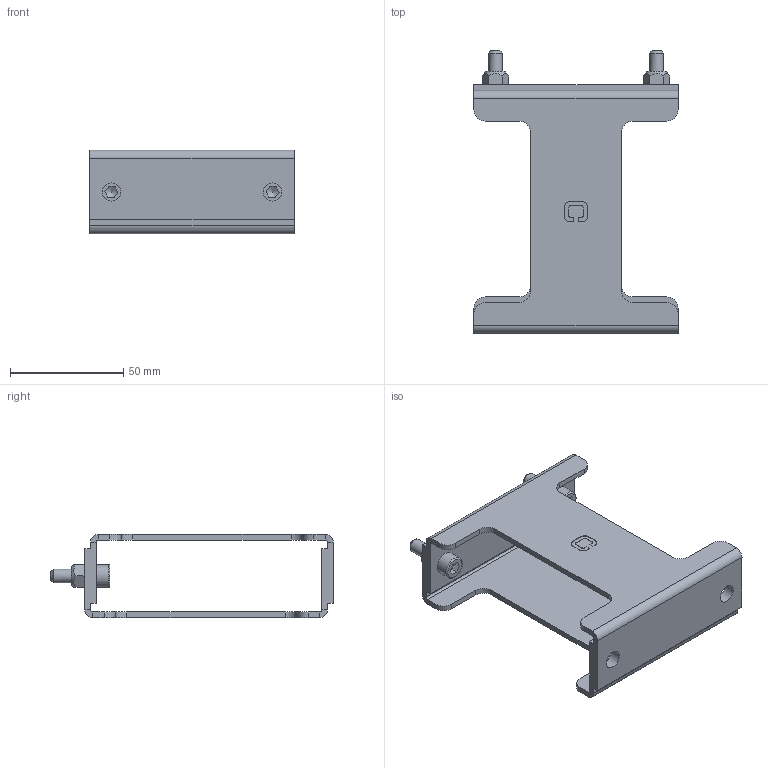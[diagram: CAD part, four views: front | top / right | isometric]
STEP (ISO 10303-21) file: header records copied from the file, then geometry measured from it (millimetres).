
FILE_DESCRIPTION(('STEP AP203'), '1');
FILE_NAME('359.RC30-RC35 Ïîäâåñ RC30-RC35 âåäóùèé', '', ('UNSPECIFIED'), ('UNSPECIFIED'), 'ASCON STEP Converter 1.3', 'ASCON Math Kernel', '');
FILE_SCHEMA(('CONFIG_CONTROL_DESIGN'));
Length unit declared in the file: millimetre
Products named in the file (1): 359.RC30/RC35 Ïîäâåñ âåäóùèé
Bounding box: 90 x 124.5 x 36.72 mm (x, y, z)
Volume: 53864 mm3; surface area: 37956.1 mm2
Topology: 1 solids, 3 shells, 184 faces, 464 edges, 292 vertices
Faces by surface type: plane 108, cylinder 50, cone 22, torus 4
Full cylindrical faces by diameter (mm): 6 x4, 8 x4, 10 x2
Entity records: 8346 total; most frequent: CARTESIAN_POINT 2505, DIRECTION 886, ORIENTED_EDGE 876, EDGE_CURVE 438, AXIS2_PLACEMENT_3D 313, VERTEX_POINT 290, LINE 260, VECTOR 260
